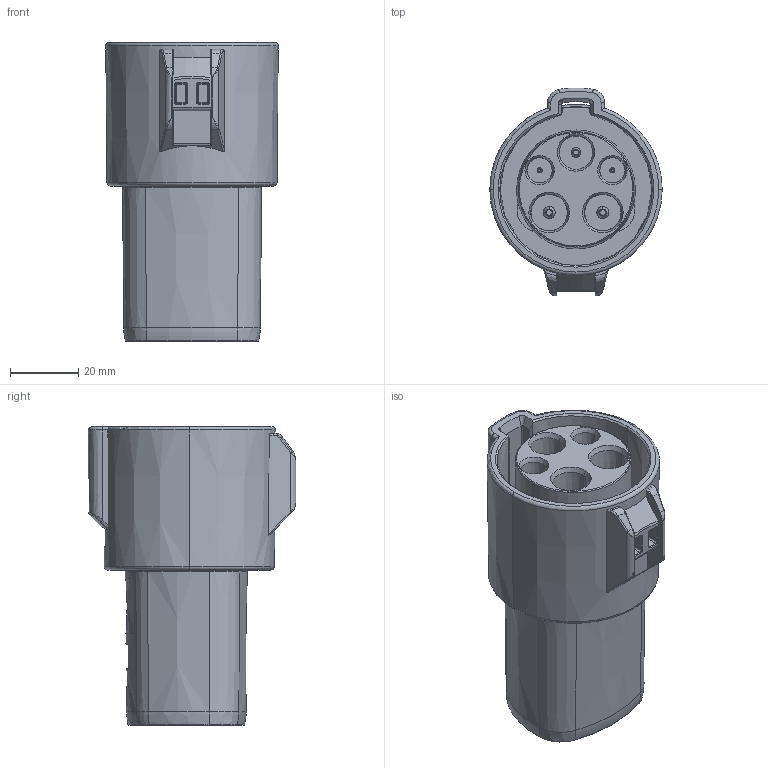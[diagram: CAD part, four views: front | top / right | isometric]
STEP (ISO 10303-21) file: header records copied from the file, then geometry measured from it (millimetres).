
FILE_DESCRIPTION (( 'STEP AP214' ), '1' );
FILE_NAME ('ORC4420-M01.STEP', '2024-03-18T15:11:45', ( '' ), ( '' ), 'SwSTEP 2.0', 'SolidWorks 2020', '' );
FILE_SCHEMA (( 'AUTOMOTIVE_DESIGN' ));
Length unit declared in the file: millimetre
Products named in the file (1): ORC4420-M01
Bounding box: 50.48 x 60.84 x 87.5 mm (x, y, z)
Volume: 94147.3 mm3; surface area: 44388.2 mm2
Topology: 1 solids, 3 shells, 763 faces, 1949 edges, 1206 vertices
Faces by surface type: plane 188, cone 180, torus 159, cylinder 148, bspline 84, sphere 4
Entity records: 26048 total; most frequent: CARTESIAN_POINT 8038, ORIENTED_EDGE 3890, DIRECTION 3799, EDGE_CURVE 1945, AXIS2_PLACEMENT_3D 1607, VERTEX_POINT 1206, CIRCLE 927, EDGE_LOOP 815
